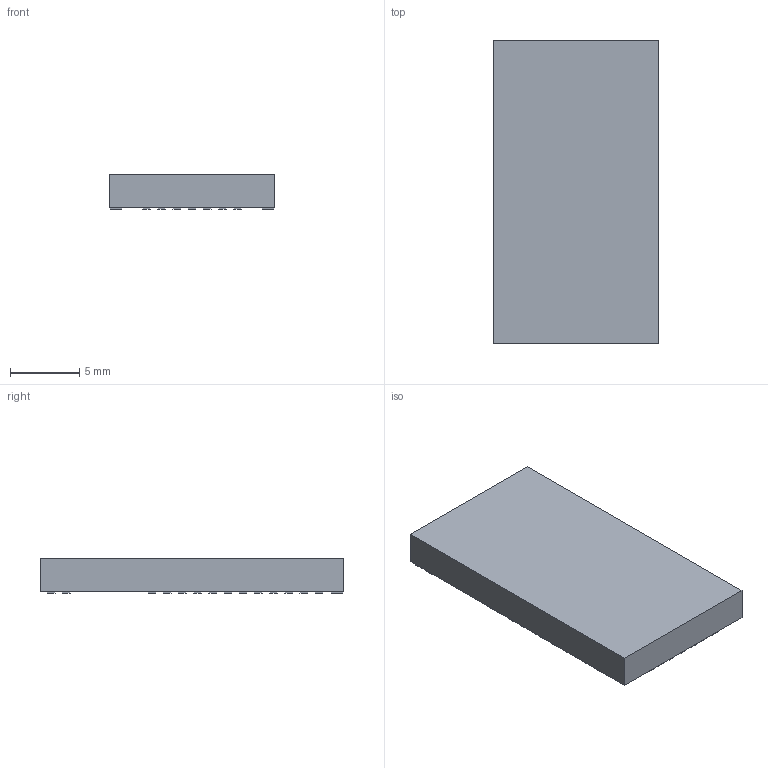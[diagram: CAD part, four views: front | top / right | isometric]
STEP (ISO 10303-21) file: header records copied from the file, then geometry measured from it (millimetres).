
FILE_DESCRIPTION(('FreeCAD Model'),'2;1');
FILE_NAME('791590.1.7.stp','2020-09-30T11:10:29',( 'Author'),(''),'Open CASCADE STEP processor 6.9','FreeCAD','Unknown' );
FILE_SCHEMA(('AUTOMOTIVE_DESIGN { 1 0 10303 214 1 1 1 1 }'));
Length unit declared in the file: millimetre
Products named in the file (3): ASSEMBLY; Body; Pins
Assembly tree (2 placements, depth 2):
  ASSEMBLY
    Body
    Pins
Bounding box: 12 x 22 x 2.5 mm (x, y, z)
Volume: 635.2 mm3; surface area: 732.4 mm2
Topology: 34 solids, 34 shells, 204 faces, 408 edges, 272 vertices
Faces by surface type: plane 204
Entity records: 10766 total; most frequent: CARTESIAN_POINT 1703, DIRECTION 1638, LINE 1224, VECTOR 1224, ORIENTED_EDGE 816, PCURVE 816, DEFINITIONAL_REPRESENTATION 816, EDGE_CURVE 408
